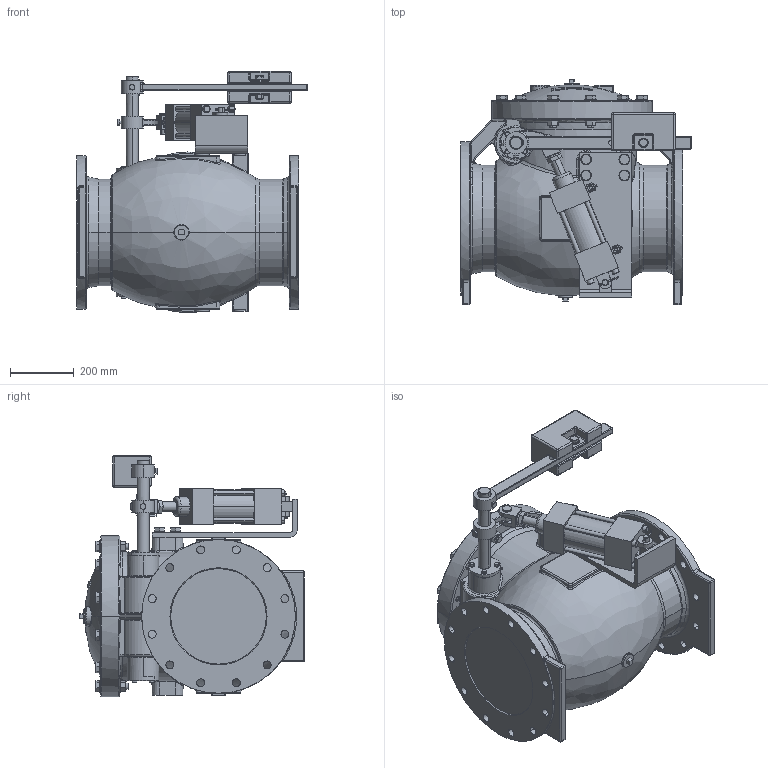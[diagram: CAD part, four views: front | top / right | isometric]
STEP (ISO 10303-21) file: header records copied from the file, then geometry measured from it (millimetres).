
FILE_DESCRIPTION((''),'2;1');
FILE_NAME('7812AC_SW0001','2023-11-02T10:40:25',('jlesh'),(''),'CREO PARAMETRIC BY PTC INC, 2023072','CREO PARAMETRIC BY PTC INC, 2023072','');
FILE_SCHEMA(('AUTOMOTIVE_DESIGN { 1 0 10303 214 1 1 1 1 }'));
Products named in the file (1): 7812AC_SW0001
Bounding box: 724 x 706.68 x 758.56 mm (x, y, z)
Volume: 139160554.7 mm3; surface area: 2990918.4 mm2
Topology: 3 solids, 8 shells, 1944 faces, 4592 edges, 2782 vertices
Faces by surface type: plane 742, cylinder 556, cone 348, bspline 165, torus 108, sphere 25
Entity records: 90819 total; most frequent: CARTESIAN_POINT 38563, ORIENTED_EDGE 9156, DIRECTION 8880, EDGE_CURVE 4578, AXIS2_PLACEMENT_3D 3563, VERTEX_POINT 2782, EDGE_LOOP 2206, FACE_OUTER_BOUND 1944
